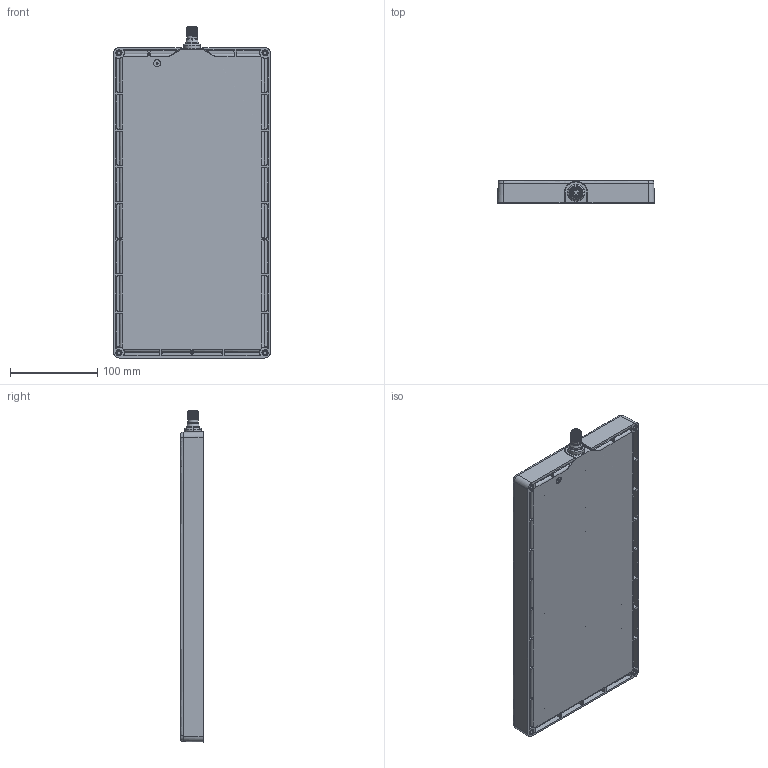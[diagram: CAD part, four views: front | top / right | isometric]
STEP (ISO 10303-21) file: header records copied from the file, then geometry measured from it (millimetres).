
FILE_DESCRIPTION((''),'2;1');
FILE_NAME('155587_SW','2011-01-13T',('banengservice'),('BANNER ENGINEERING'),'PRO/ENGINEER BY PARAMETRIC TECHNOLOGY CORPORATION, 2009141','PRO/ENGINEER BY PARAMETRIC TECHNOLOGY CORPORATION, 2009141','');
FILE_SCHEMA(('CONFIG_CONTROL_DESIGN'));
Products named in the file (1): 155587_SW
Bounding box: 180.1 x 25.77 x 381.35 mm (x, y, z)
Volume: 491161.7 mm3; surface area: 351976.2 mm2
Topology: 2 solids, 2 shells, 1297 faces, 3043 edges, 1873 vertices
Faces by surface type: plane 425, cylinder 312, cone 244, bspline 160, sphere 90, torus 66
Entity records: 53347 total; most frequent: CARTESIAN_POINT 24600, ORIENTED_EDGE 6086, DIRECTION 5816, EDGE_CURVE 3043, AXIS2_PLACEMENT_3D 2282, VERTEX_POINT 1873, EDGE_LOOP 1426, FACE_OUTER_BOUND 1297
